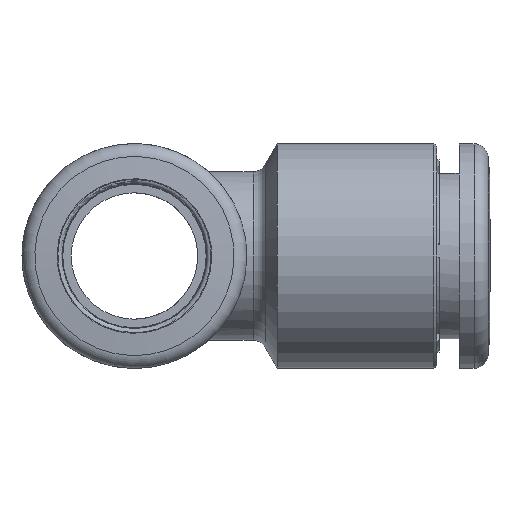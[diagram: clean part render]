
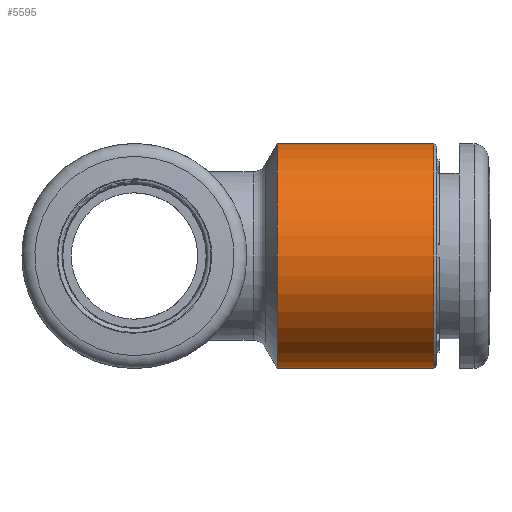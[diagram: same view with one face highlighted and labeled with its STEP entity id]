
A CAD part, left-side view. The second image highlights one B-rep face of the part: STEP entity #5595.
In plain terms, the highlighted cylindrical face has radius 8 mm (diameter 16 mm), a full revolution.
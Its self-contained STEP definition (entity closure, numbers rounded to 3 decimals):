
#244 = FACE_OUTER_BOUND ( 'NONE', #4402, .T. ) ;
#254 = ORIENTED_EDGE ( 'NONE', *, *, #1223, .T. ) ;
#263 = CARTESIAN_POINT ( 'NONE',  ( 0., -21.3, 0. ) ) ;
#426 = CARTESIAN_POINT ( 'NONE',  ( 8., -21.3, 0. ) ) ;
#533 = EDGE_CURVE ( 'NONE', #923, #923, #4766, .T. ) ;
#658 = CYLINDRICAL_SURFACE ( 'NONE', #4804, 8. ) ;
#912 = EDGE_LOOP ( 'NONE', ( #4915 ) ) ;
#923 = VERTEX_POINT ( 'NONE', #4411 ) ;
#1223 = EDGE_CURVE ( 'NONE', #4527, #4527, #1231, .T. ) ;
#1231 = CIRCLE ( 'NONE', #1970, 8. ) ;
#1469 = DIRECTION ( 'NONE',  ( 0., -1., 0. ) ) ;
#1970 = AXIS2_PLACEMENT_3D ( 'NONE', #263, #2315, #2287 ) ;
#1985 = FACE_OUTER_BOUND ( 'NONE', #912, .T. ) ;
#2287 = DIRECTION ( 'NONE',  ( 1., 0., 0. ) ) ;
#2315 = DIRECTION ( 'NONE',  ( 0., 1., 0. ) ) ;
#3323 = CARTESIAN_POINT ( 'NONE',  ( 0., -10.173, 0. ) ) ;
#3793 = CARTESIAN_POINT ( 'NONE',  ( 0., 8.501, 0. ) ) ;
#4402 = EDGE_LOOP ( 'NONE', ( #254 ) ) ;
#4411 = CARTESIAN_POINT ( 'NONE',  ( 0., -10.173, -8. ) ) ;
#4527 = VERTEX_POINT ( 'NONE', #426 ) ;
#4661 = DIRECTION ( 'NONE',  ( 1., 0., 0. ) ) ;
#4766 = CIRCLE ( 'NONE', #4945, 8. ) ;
#4804 = AXIS2_PLACEMENT_3D ( 'NONE', #3793, #1469, #4661 ) ;
#4915 = ORIENTED_EDGE ( 'NONE', *, *, #533, .F. ) ;
#4945 = AXIS2_PLACEMENT_3D ( 'NONE', #3323, #5472, #5082 ) ;
#5082 = DIRECTION ( 'NONE',  ( 0., 0., -1. ) ) ;
#5472 = DIRECTION ( 'NONE',  ( 0., 1., 0. ) ) ;
#5595 = ADVANCED_FACE ( 'NONE', ( #244, #1985 ), #658, .T. ) ;
